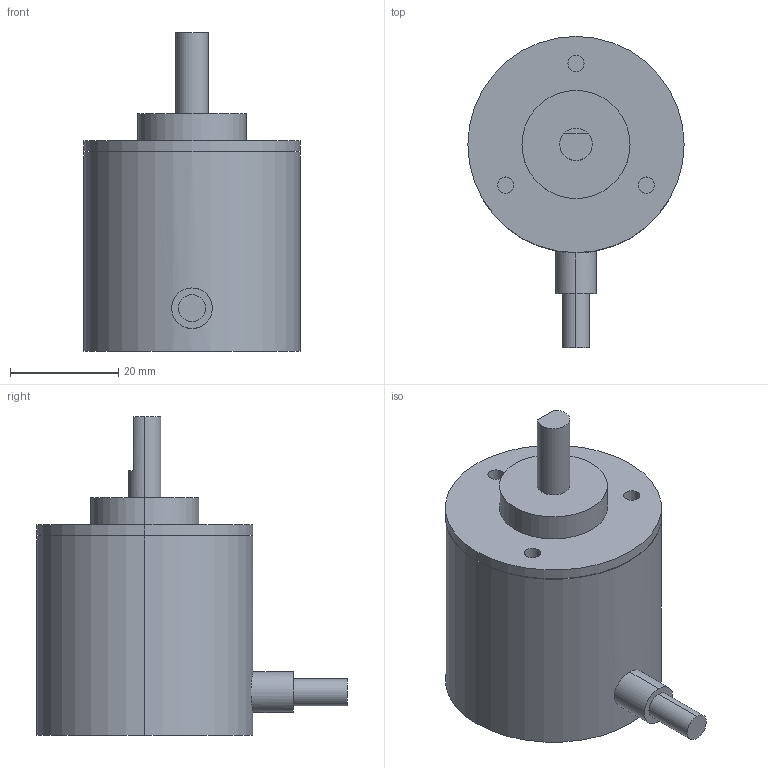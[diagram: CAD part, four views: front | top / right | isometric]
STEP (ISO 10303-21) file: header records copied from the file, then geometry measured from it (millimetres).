
FILE_DESCRIPTION (( 'STEP AP203' ), '1' );
FILE_NAME ('E6B2_CWZ6C.step', '2013-07-18T12:03:50', ( 'OSMC1.0 TAKUMI' ), ( 'TAKUMI-Engniaring' ), 'SwSTEP 2.0', 'SolidWorks 2002025', '' );
FILE_SCHEMA (( 'CONFIG_CONTROL_DESIGN' ));
Length unit declared in the file: millimetre
Products named in the file (1): E6B2_CWZ6C
Bounding box: 40 x 57.5 x 59 mm (x, y, z)
Volume: 51343.6 mm3; surface area: 8785.4 mm2
Topology: 1 solids, 1 shells, 33 faces, 66 edges, 44 vertices
Faces by surface type: cylinder 20, plane 13
Entity records: 1019 total; most frequent: CARTESIAN_POINT 210, DIRECTION 172, ORIENTED_EDGE 132, AXIS2_PLACEMENT_3D 74, EDGE_CURVE 66, VERTEX_POINT 44, EDGE_LOOP 42, CIRCLE 40
